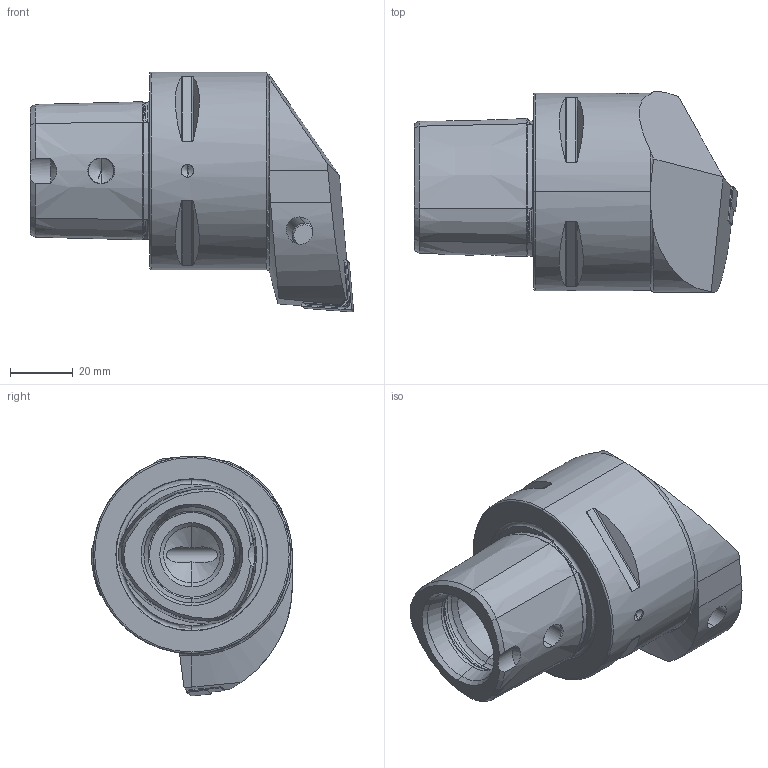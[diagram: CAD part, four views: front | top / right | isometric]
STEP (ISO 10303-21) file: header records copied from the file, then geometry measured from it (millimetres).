
FILE_DESCRIPTION (( 'STEP AP214' ), '1' );
FILE_NAME ('PS6.PCE.RLA.065-HP.STEP', '2020-09-11T11:35:45', ( '' ), ( '' ), 'SwSTEP 2.0', 'SolidWorks 2017', '' );
FILE_SCHEMA (( 'AUTOMOTIVE_DESIGN' ));
Length unit declared in the file: millimetre
Products named in the file (12): CHP-ER1.015.006; WCE-ER4.101.020_A; DIN 7991 - M5x15; CNMG160604; ISO 8752 2x8; PS6-PCE.RLA.065-HP_B; CHP-ER1.015.006_A; WCE-ER3.101.000_A; WCE-ER2.101.004_A; PS6.PCE.RLA.065-HP; DIN 3771 - 13x1; CHP-ER1.008.014_A
Assembly tree (11 placements, depth 3):
  PS6.PCE.RLA.065-HP
    PS6-PCE.RLA.065-HP_B
    WCE-ER3.101.000_A
    WCE-ER4.101.020_A
    CNMG160604
    WCE-ER2.101.004_A
    ISO 8752 2x8
    CHP-ER1.015.006
      CHP-ER1.015.006_A
      DIN 3771 - 13x1
      DIN 7991 - M5x15
    CHP-ER1.008.014_A
Bounding box: 103 x 63.94 x 76.5 mm (x, y, z)
Volume: 184169.3 mm3; surface area: 35462 mm2
Topology: 10 solids, 10 shells, 441 faces, 1062 edges, 630 vertices
Faces by surface type: cone 131, plane 131, cylinder 115, torus 52, bspline 12
Entity records: 14480 total; most frequent: CARTESIAN_POINT 3890, DIRECTION 2110, ORIENTED_EDGE 2080, EDGE_CURVE 1040, AXIS2_PLACEMENT_3D 834, VERTEX_POINT 630, EDGE_LOOP 472, LINE 442
